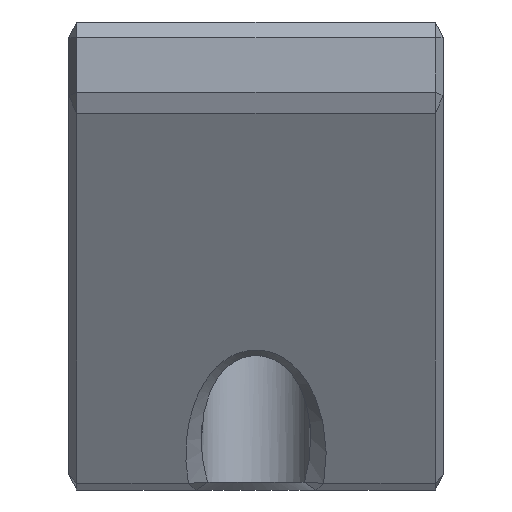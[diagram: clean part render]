
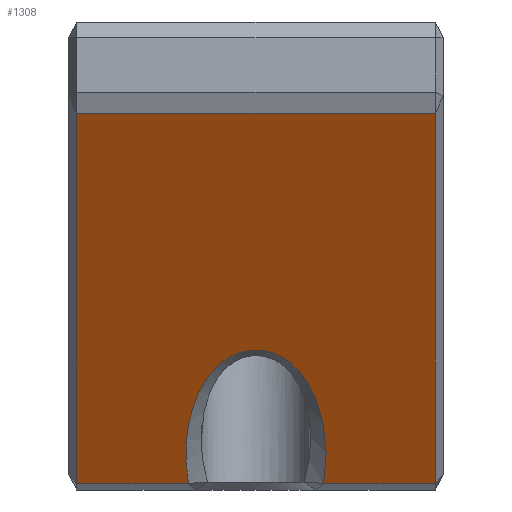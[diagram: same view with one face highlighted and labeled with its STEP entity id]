
A CAD part, front view. The second image highlights one B-rep face of the part: STEP entity #1308.
In plain terms, the highlighted planar face has unit normal (0, -0.858, -0.514).
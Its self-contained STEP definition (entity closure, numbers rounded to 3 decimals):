
#25=B_SPLINE_CURVE_WITH_KNOTS('',3,(#2248,#2249,#2250,#2251,#2252,#2253,
#2254,#2255,#2256,#2257,#2258,#2259,#2260,#2261,#2262),.UNSPECIFIED.,.F.,
 .F.,(4,1,1,1,1,1,1,1,1,1,1,1,4),(-1.87,-1.379,-0.827,
-0.276,-0.138,0.276,0.345,
0.414,0.551,0.689,0.827,
1.379,1.87),.UNSPECIFIED.);
#98=PLANE('',#1420);
#175=FACE_OUTER_BOUND('',#261,.T.);
#261=EDGE_LOOP('',(#1146,#1147,#1148,#1149,#1150,#1151));
#365=LINE('',#2112,#511);
#384=LINE('',#2148,#530);
#399=LINE('',#2175,#545);
#403=LINE('',#2182,#549);
#409=LINE('',#2287,#555);
#511=VECTOR('',#1627,10.);
#530=VECTOR('',#1664,10.);
#545=VECTOR('',#1695,10.);
#549=VECTOR('',#1705,10.);
#555=VECTOR('',#1719,10.);
#644=VERTEX_POINT('',#1953);
#653=VERTEX_POINT('',#2061);
#656=VERTEX_POINT('',#2068);
#664=VERTEX_POINT('',#2099);
#665=VERTEX_POINT('',#2104);
#673=VERTEX_POINT('',#2140);
#800=EDGE_CURVE('',#665,#656,#365,.T.);
#819=EDGE_CURVE('',#673,#665,#384,.T.);
#834=EDGE_CURVE('',#664,#673,#399,.T.);
#838=EDGE_CURVE('',#653,#664,#403,.T.);
#842=EDGE_CURVE('',#656,#644,#25,.T.);
#847=EDGE_CURVE('',#644,#653,#409,.T.);
#1146=ORIENTED_EDGE('',*,*,#800,.F.);
#1147=ORIENTED_EDGE('',*,*,#819,.F.);
#1148=ORIENTED_EDGE('',*,*,#834,.F.);
#1149=ORIENTED_EDGE('',*,*,#838,.F.);
#1150=ORIENTED_EDGE('',*,*,#847,.F.);
#1151=ORIENTED_EDGE('',*,*,#842,.F.);
#1308=ADVANCED_FACE('',(#175),#98,.F.);
#1420=AXIS2_PLACEMENT_3D('',#2303,#1738,#1739);
#1627=DIRECTION('',(-1.,0.,0.));
#1664=DIRECTION('',(0.,0.514,-0.857));
#1695=DIRECTION('',(1.,0.,0.));
#1705=DIRECTION('',(0.,-0.514,0.857));
#1719=DIRECTION('',(-1.,0.,0.));
#1738=DIRECTION('center_axis',(0.,0.857,0.514));
#1739=DIRECTION('ref_axis',(-1.,0.,0.));
#1953=CARTESIAN_POINT('',(-213.309,-127.362,51.533));
#2061=CARTESIAN_POINT('',(-220.477,-127.362,51.533));
#2068=CARTESIAN_POINT('',(-204.645,-127.362,51.533));
#2099=CARTESIAN_POINT('',(-220.477,-141.59,75.247));
#2104=CARTESIAN_POINT('',(-197.477,-127.362,51.533));
#2112=CARTESIAN_POINT('',(-200.977,-127.362,51.533));
#2140=CARTESIAN_POINT('',(-197.477,-141.59,75.247));
#2148=CARTESIAN_POINT('',(-197.477,-126.156,49.523));
#2175=CARTESIAN_POINT('',(-200.977,-141.59,75.247));
#2182=CARTESIAN_POINT('',(-220.477,-126.156,49.523));
#2248=CARTESIAN_POINT('Ctrl Pts',(-204.645,-127.362,51.533));
#2249=CARTESIAN_POINT('Ctrl Pts',(-204.462,-127.955,52.522));
#2250=CARTESIAN_POINT('Ctrl Pts',(-204.39,-129.297,54.758));
#2251=CARTESIAN_POINT('Ctrl Pts',(-205.323,-131.166,57.873));
#2252=CARTESIAN_POINT('Ctrl Pts',(-206.827,-132.149,59.512));
#2253=CARTESIAN_POINT('Ctrl Pts',(-208.689,-132.552,60.184));
#2254=CARTESIAN_POINT('Ctrl Pts',(-209.887,-132.471,60.049));
#2255=CARTESIAN_POINT('Ctrl Pts',(-210.737,-132.194,59.588));
#2256=CARTESIAN_POINT('Ctrl Pts',(-211.139,-132.035,59.321));
#2257=CARTESIAN_POINT('Ctrl Pts',(-211.591,-131.795,58.922));
#2258=CARTESIAN_POINT('Ctrl Pts',(-212.064,-131.456,58.357));
#2259=CARTESIAN_POINT('Ctrl Pts',(-212.874,-130.687,57.075));
#2260=CARTESIAN_POINT('Ctrl Pts',(-213.563,-129.298,54.759));
#2261=CARTESIAN_POINT('Ctrl Pts',(-213.492,-127.955,52.522));
#2262=CARTESIAN_POINT('Ctrl Pts',(-213.309,-127.362,51.533));
#2287=CARTESIAN_POINT('',(-200.977,-127.362,51.533));
#2303=CARTESIAN_POINT('Origin',(-200.977,-134.604,63.604));
